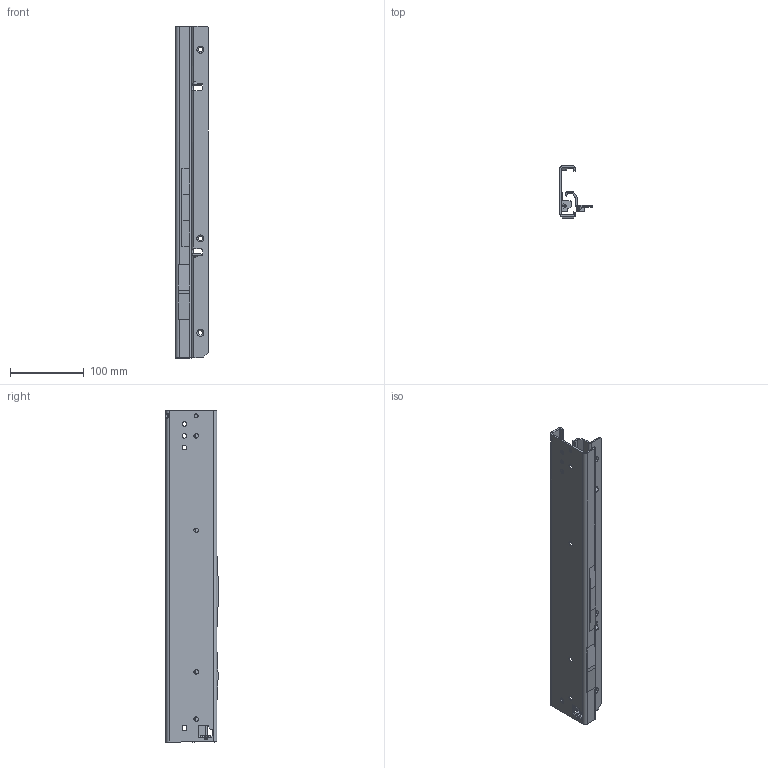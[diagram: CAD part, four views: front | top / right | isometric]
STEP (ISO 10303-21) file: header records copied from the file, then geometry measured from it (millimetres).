
FILE_DESCRIPTION (( 'STEP AP214' ), '1' );
FILE_NAME ('FR_7180.0450mm_18inch_closed_left.STEP', '2022-11-15T14:33:16', ( '' ), ( '' ), 'SwSTEP 2.0', 'SolidWorks 2020', '' );
FILE_SCHEMA (( 'AUTOMOTIVE_DESIGN' ));
Length unit declared in the file: millimetre
Products named in the file (6): 7100.XXX-03.S143_NL 450; 7100.XXX-01.0000_NL 450; FR_7180.0450mm_18inch_closed_left; PG-030
Assembly tree (5 placements, depth 3):
  FR_7180.0450mm_18inch_closed_left
    7100.XXX-01.0000_NL 450
      7100.XXX-01.0000_NL 450
      PG-030
    7100.XXX-03.S143_NL 450
      7100.XXX-03.S143_NL 450
Bounding box: 44.4 x 70.8 x 450 mm (x, y, z)
Volume: 169704.3 mm3; surface area: 152653.6 mm2
Topology: 3 solids, 3 shells, 705 faces, 1803 edges, 1076 vertices
Faces by surface type: plane 244, cylinder 227, bspline 94, torus 75, cone 41, sphere 24
Entity records: 24036 total; most frequent: CARTESIAN_POINT 6750, ORIENTED_EDGE 3554, DIRECTION 3412, EDGE_CURVE 1777, AXIS2_PLACEMENT_3D 1278, VERTEX_POINT 1076, VECTOR 856, LINE 856
